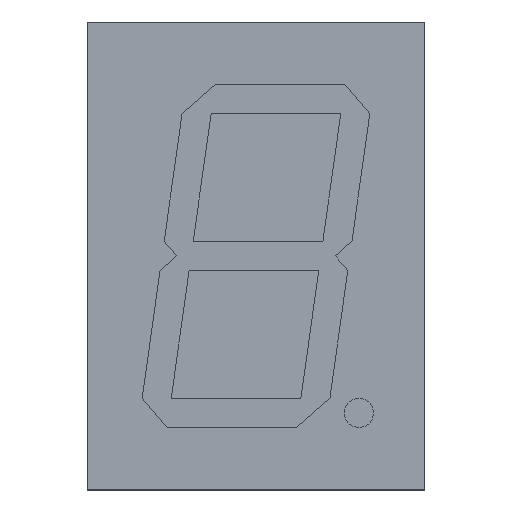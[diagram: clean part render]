
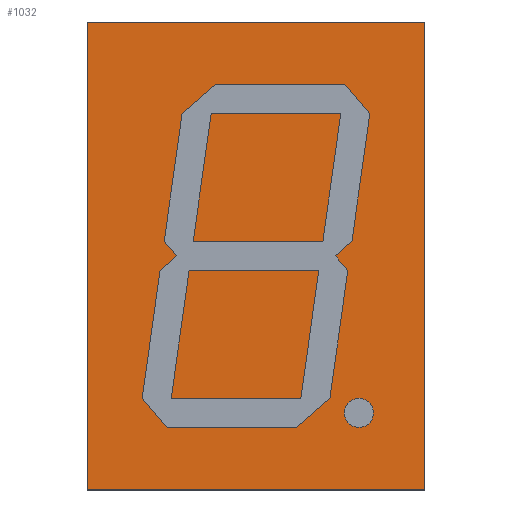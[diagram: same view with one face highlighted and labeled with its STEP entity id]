
A CAD part, top view. The second image highlights one B-rep face of the part: STEP entity #1032.
In plain terms, the highlighted planar face has unit normal (0, 0, 1).
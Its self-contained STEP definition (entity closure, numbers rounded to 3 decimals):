
#119=FACE_OUTER_BOUND('',#195,.T.);
#195=EDGE_LOOP('',(#866,#867,#868,#869));
#319=LINE('',#1684,#429);
#322=LINE('',#1689,#432);
#324=LINE('',#1693,#434);
#325=LINE('',#1695,#435);
#429=VECTOR('',#1359,10.);
#432=VECTOR('',#1364,10.);
#434=VECTOR('',#1368,10.);
#435=VECTOR('',#1371,10.);
#510=VERTEX_POINT('',#1681);
#511=VERTEX_POINT('',#1683);
#512=VERTEX_POINT('',#1687);
#513=VERTEX_POINT('',#1691);
#629=EDGE_CURVE('',#511,#510,#319,.T.);
#632=EDGE_CURVE('',#510,#512,#322,.T.);
#634=EDGE_CURVE('',#512,#513,#324,.T.);
#635=EDGE_CURVE('',#513,#511,#325,.T.);
#866=ORIENTED_EDGE('',*,*,#635,.T.);
#867=ORIENTED_EDGE('',*,*,#629,.T.);
#868=ORIENTED_EDGE('',*,*,#632,.T.);
#869=ORIENTED_EDGE('',*,*,#634,.T.);
#970=PLANE('',#1133);
#1032=ADVANCED_FACE('',(#119),#970,.T.);
#1133=AXIS2_PLACEMENT_3D('',#1696,#1372,#1373);
#1359=DIRECTION('',(0.,1.,0.));
#1364=DIRECTION('',(-1.,0.,0.));
#1368=DIRECTION('',(0.,-1.,0.));
#1371=DIRECTION('',(1.,0.,0.));
#1372=DIRECTION('center_axis',(0.,0.,1.));
#1373=DIRECTION('ref_axis',(1.,0.,0.));
#1681=CARTESIAN_POINT('',(10.,13.85,10.));
#1683=CARTESIAN_POINT('',(10.,-13.85,10.));
#1684=CARTESIAN_POINT('',(10.,13.85,10.));
#1687=CARTESIAN_POINT('',(-10.,13.85,10.));
#1689=CARTESIAN_POINT('',(-10.,13.85,10.));
#1691=CARTESIAN_POINT('',(-10.,-13.85,10.));
#1693=CARTESIAN_POINT('',(-10.,-13.85,10.));
#1695=CARTESIAN_POINT('',(10.,-13.85,10.));
#1696=CARTESIAN_POINT('Origin',(0.,0.,10.));
